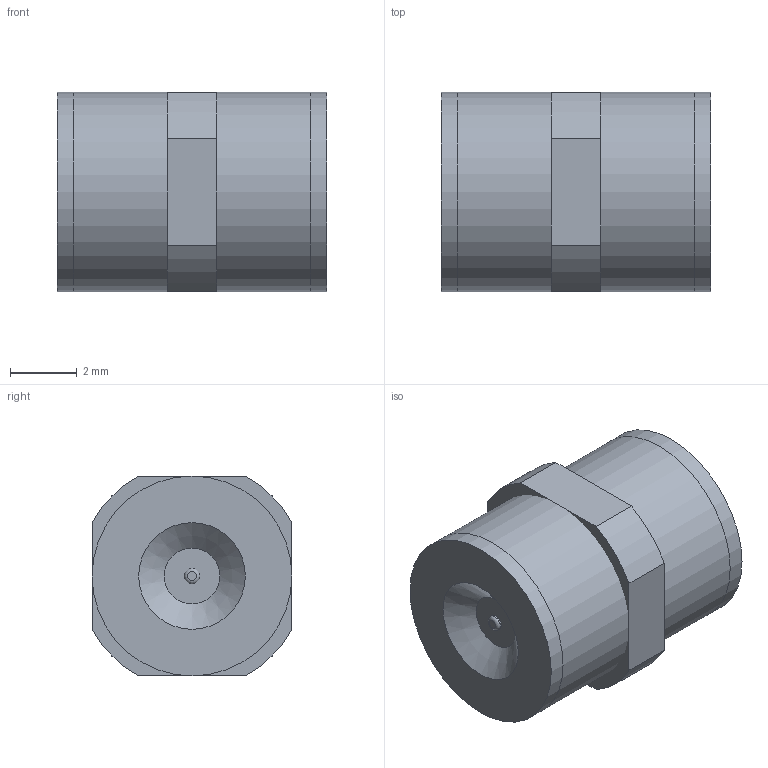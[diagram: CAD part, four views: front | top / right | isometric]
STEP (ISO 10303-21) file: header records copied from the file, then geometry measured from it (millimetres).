
FILE_DESCRIPTION(('STEP AP214'), '1');
FILE_NAME('GDT SL1003AxxSM', '', ('UNSPECIFIED'), ('UNSPECIFIED'), 'ASCON STEP Converter 1.3', 'ASCON Math Kernel', '');
FILE_SCHEMA(('AUTOMOTIVE_DESIGN { 1 0 10303 214 3 1 1}'));
Length unit declared in the file: millimetre
Bounding box: 8.1 x 6 x 6 mm (x, y, z)
Volume: 141.1 mm3; surface area: 499.9 mm2
Topology: 4 solids, 4 shells, 34 faces, 58 edges, 38 vertices
Faces by surface type: plane 18, cylinder 10, cone 4, torus 2
Full cylindrical faces by diameter (mm): 0.467 x2, 5 x1, 6 x3
Entity records: 1094 total; most frequent: DIRECTION 146, CARTESIAN_POINT 119, ORIENTED_EDGE 92, AXIS2_PLACEMENT_3D 65, EDGE_LOOP 54, EDGE_CURVE 46, COLOUR_RGB 38, FILL_AREA_STYLE_COLOUR 38
